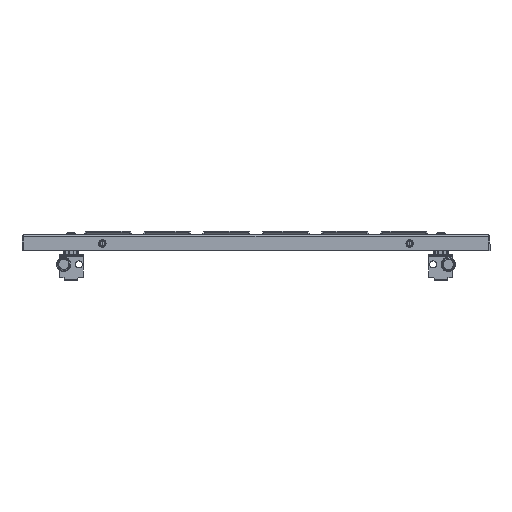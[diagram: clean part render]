
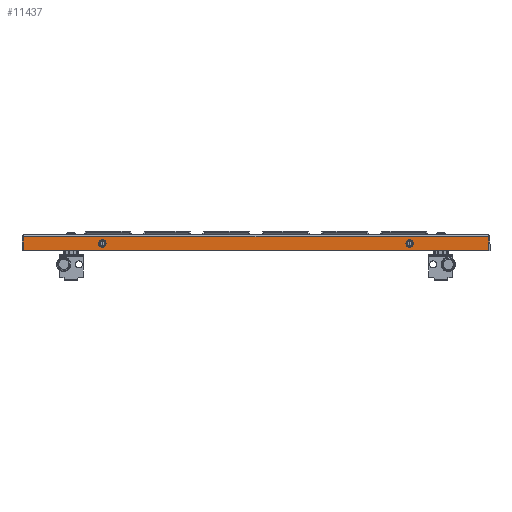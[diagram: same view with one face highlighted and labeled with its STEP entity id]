
A CAD part, front view. The second image highlights one B-rep face of the part: STEP entity #11437.
In plain terms, the highlighted face is planar.
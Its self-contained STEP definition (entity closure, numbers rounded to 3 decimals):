
#5106 = CARTESIAN_POINT ( 'NONE',  ( 0., 37.5, -20. ) ) ;
#5115 = DIRECTION ( 'NONE',  ( -1., 0., 0. ) ) ;
#5154 = DIRECTION ( 'NONE',  ( 0., 0., -1. ) ) ;
#5161 = CARTESIAN_POINT ( 'NONE',  ( 295.499, 37.5, -2.25 ) ) ;
#5198 = CARTESIAN_POINT ( 'NONE',  ( -295.499, 37.5, -2.25 ) ) ;
#5200 = DIRECTION ( 'NONE',  ( 0., 0., -1. ) ) ;
#5206 = CARTESIAN_POINT ( 'NONE',  ( -294.75, 37.5, -2.25 ) ) ;
#5209 = DIRECTION ( 'NONE',  ( -1., 0., 0. ) ) ;
#5373 = LINE ( 'NONE', #5106, #5386 ) ;
#5386 = VECTOR ( 'NONE', #5115, 1000. ) ;
#5399 = LINE ( 'NONE', #5161, #5403 ) ;
#5403 = VECTOR ( 'NONE', #5154, 1000. ) ;
#5416 = LINE ( 'NONE', #5198, #5419 ) ;
#5419 = VECTOR ( 'NONE', #5200, 1000. ) ;
#5420 = LINE ( 'NONE', #5206, #5423 ) ;
#5423 = VECTOR ( 'NONE', #5209, 1000. ) ;
#7951 = CARTESIAN_POINT ( 'NONE',  ( -195., 37.5, -11. ) ) ;
#7952 = DIRECTION ( 'NONE',  ( 0., 1., 0. ) ) ;
#7953 = DIRECTION ( 'NONE',  ( 0., 0., 1. ) ) ;
#9130 = CIRCLE ( 'NONE', #17693, 4. ) ;
#11437 = ADVANCED_FACE ( 'NONE', ( #13165, #13168, #13166 ), #20489, .F. ) ;
#12896 = CIRCLE ( 'NONE', #18214, 4. ) ;
#13165 = FACE_BOUND ( 'NONE', #16297, .T. ) ;
#13166 = FACE_OUTER_BOUND ( 'NONE', #16295, .T. ) ;
#13168 = FACE_BOUND ( 'NONE', #16300, .T. ) ;
#14615 = CIRCLE ( 'NONE', #20619, 4. ) ;
#14616 = LINE ( 'NONE', #18992, #14619 ) ;
#14618 = CIRCLE ( 'NONE', #20620, 4. ) ;
#14619 = VECTOR ( 'NONE', #18994, 1000. ) ;
#14620 = LINE ( 'NONE', #19008, #14623 ) ;
#14623 = VECTOR ( 'NONE', #18996, 1000. ) ;
#15264 = VERTEX_POINT ( 'NONE', #19297 ) ;
#15279 = VERTEX_POINT ( 'NONE', #19316 ) ;
#15281 = VERTEX_POINT ( 'NONE', #19318 ) ;
#15283 = VERTEX_POINT ( 'NONE', #19320 ) ;
#15365 = VERTEX_POINT ( 'NONE', #19384 ) ;
#15367 = VERTEX_POINT ( 'NONE', #19385 ) ;
#15375 = VERTEX_POINT ( 'NONE', #19389 ) ;
#15377 = VERTEX_POINT ( 'NONE', #19390 ) ;
#15381 = VERTEX_POINT ( 'NONE', #19392 ) ;
#15387 = VERTEX_POINT ( 'NONE', #19395 ) ;
#15530 = ORIENTED_EDGE ( 'NONE', *, *, #17741, .F. ) ;
#15532 = ORIENTED_EDGE ( 'NONE', *, *, #20776, .F. ) ;
#15534 = ORIENTED_EDGE ( 'NONE', *, *, #17740, .F. ) ;
#15536 = ORIENTED_EDGE ( 'NONE', *, *, #21819, .F. ) ;
#15538 = ORIENTED_EDGE ( 'NONE', *, *, #22258, .F. ) ;
#15540 = ORIENTED_EDGE ( 'NONE', *, *, #17739, .T. ) ;
#15542 = ORIENTED_EDGE ( 'NONE', *, *, #22248, .T. ) ;
#15544 = ORIENTED_EDGE ( 'NONE', *, *, #22238, .T. ) ;
#15546 = ORIENTED_EDGE ( 'NONE', *, *, #22256, .F. ) ;
#15547 = ORIENTED_EDGE ( 'NONE', *, *, #17742, .F. ) ;
#16295 = EDGE_LOOP ( 'NONE', ( #15538, #15540, #15542, #15544, #15546, #15547 ) ) ;
#16297 = EDGE_LOOP ( 'NONE', ( #15530, #15532 ) ) ;
#16300 = EDGE_LOOP ( 'NONE', ( #15534, #15536 ) ) ;
#17693 = AXIS2_PLACEMENT_3D ( 'NONE', #7951, #7952, #7953 ) ;
#17739 = EDGE_CURVE ( 'NONE', #15367, #15381, #14616, .T. ) ;
#17740 = EDGE_CURVE ( 'NONE', #15279, #15281, #14615, .T. ) ;
#17741 = EDGE_CURVE ( 'NONE', #15283, #15264, #14618, .T. ) ;
#17742 = EDGE_CURVE ( 'NONE', #15365, #15377, #14620, .T. ) ;
#18007 = CARTESIAN_POINT ( 'NONE',  ( 195., 37.5, -11. ) ) ;
#18008 = DIRECTION ( 'NONE',  ( 0., 1., 0. ) ) ;
#18009 = DIRECTION ( 'NONE',  ( 0., 0., 1. ) ) ;
#18214 = AXIS2_PLACEMENT_3D ( 'NONE', #18007, #18008, #18009 ) ;
#18992 = CARTESIAN_POINT ( 'NONE',  ( 294.75, 37.5, -2.25 ) ) ;
#18994 = DIRECTION ( 'NONE',  ( 1., 0., 0. ) ) ;
#18996 = DIRECTION ( 'NONE',  ( -1., 0., 0. ) ) ;
#19001 = CARTESIAN_POINT ( 'NONE',  ( -195., 37.5, -11. ) ) ;
#19002 = DIRECTION ( 'NONE',  ( 0., 1., 0. ) ) ;
#19004 = DIRECTION ( 'NONE',  ( 0., 0., 1. ) ) ;
#19008 = CARTESIAN_POINT ( 'NONE',  ( -294.75, 37.5, -2.25 ) ) ;
#19010 = CARTESIAN_POINT ( 'NONE',  ( 195., 37.5, -11. ) ) ;
#19012 = DIRECTION ( 'NONE',  ( 0., 1., 0. ) ) ;
#19014 = DIRECTION ( 'NONE',  ( 0., 0., 1. ) ) ;
#19297 = CARTESIAN_POINT ( 'NONE',  ( 195., 37.5, -15. ) ) ;
#19316 = CARTESIAN_POINT ( 'NONE',  ( -195., 37.5, -7. ) ) ;
#19318 = CARTESIAN_POINT ( 'NONE',  ( -195., 37.5, -15. ) ) ;
#19320 = CARTESIAN_POINT ( 'NONE',  ( 195., 37.5, -7. ) ) ;
#19384 = CARTESIAN_POINT ( 'NONE',  ( -294.75, 37.5, -2.25 ) ) ;
#19385 = CARTESIAN_POINT ( 'NONE',  ( 294.75, 37.5, -2.25 ) ) ;
#19389 = CARTESIAN_POINT ( 'NONE',  ( -295.499, 37.5, -20. ) ) ;
#19390 = CARTESIAN_POINT ( 'NONE',  ( -295.499, 37.5, -2.25 ) ) ;
#19392 = CARTESIAN_POINT ( 'NONE',  ( 295.499, 37.5, -2.25 ) ) ;
#19395 = CARTESIAN_POINT ( 'NONE',  ( 295.499, 37.5, -20. ) ) ;
#20481 = DIRECTION ( 'NONE',  ( 0., -1., 0. ) ) ;
#20487 = CARTESIAN_POINT ( 'NONE',  ( 0., 37.5, 0. ) ) ;
#20489 = PLANE ( 'NONE',  #20570 ) ;
#20491 = DIRECTION ( 'NONE',  ( 0., 0., -1. ) ) ;
#20570 = AXIS2_PLACEMENT_3D ( 'NONE', #20487, #20481, #20491 ) ;
#20619 = AXIS2_PLACEMENT_3D ( 'NONE', #19001, #19002, #19004 ) ;
#20620 = AXIS2_PLACEMENT_3D ( 'NONE', #19010, #19012, #19014 ) ;
#20776 = EDGE_CURVE ( 'NONE', #15264, #15283, #12896, .T. ) ;
#21819 = EDGE_CURVE ( 'NONE', #15281, #15279, #9130, .T. ) ;
#22238 = EDGE_CURVE ( 'NONE', #15387, #15375, #5373, .T. ) ;
#22248 = EDGE_CURVE ( 'NONE', #15381, #15387, #5399, .T. ) ;
#22256 = EDGE_CURVE ( 'NONE', #15377, #15375, #5416, .T. ) ;
#22258 = EDGE_CURVE ( 'NONE', #15367, #15365, #5420, .T. ) ;
